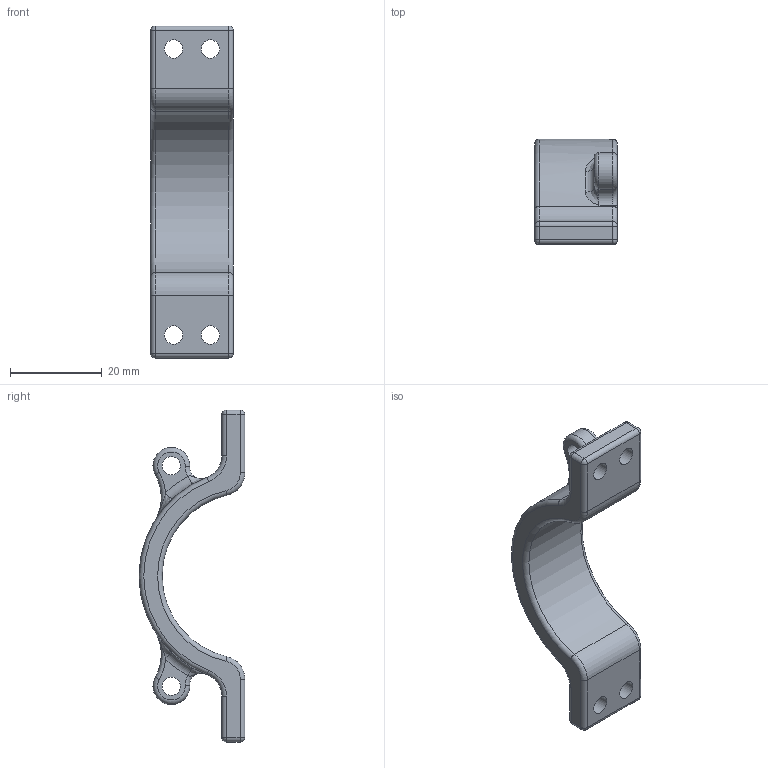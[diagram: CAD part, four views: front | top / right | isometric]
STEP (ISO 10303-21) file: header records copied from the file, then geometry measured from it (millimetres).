
FILE_DESCRIPTION(/* description */ (''),/* implementation_level */ '2;1');
FILE_NAME(/* name */ 'Motor_Clamp_Half.step',/* time_stamp */ '2025-06-25T13:51:50-07:00',/* author */ (''),/* organization */ (''),/* preprocessor_version */ 'ST-DEVELOPER v20.1',/* originating_system */ 'Autodesk Translation Framework v14.10.0.0',/* authorisation */ '');
FILE_SCHEMA (('AUTOMOTIVE_DESIGN { 1 0 10303 214 3 1 1 }'));
Length unit declared in the file: millimetre
Products named in the file (1): FusionComponent
Bounding box: 18 x 23 x 72.31 mm (x, y, z)
Volume: 8444.6 mm3; surface area: 4720 mm2
Topology: 1 solids, 1 shells, 84 faces, 190 edges, 104 vertices
Faces by surface type: cylinder 34, torus 28, plane 10, sphere 8, bspline 4
Full cylindrical faces by diameter (mm): 4 x6
Entity records: 2653 total; most frequent: CARTESIAN_POINT 685, DIRECTION 464, ORIENTED_EDGE 372, AXIS2_PLACEMENT_3D 205, EDGE_CURVE 186, CIRCLE 124, VERTEX_POINT 104, EDGE_LOOP 96
